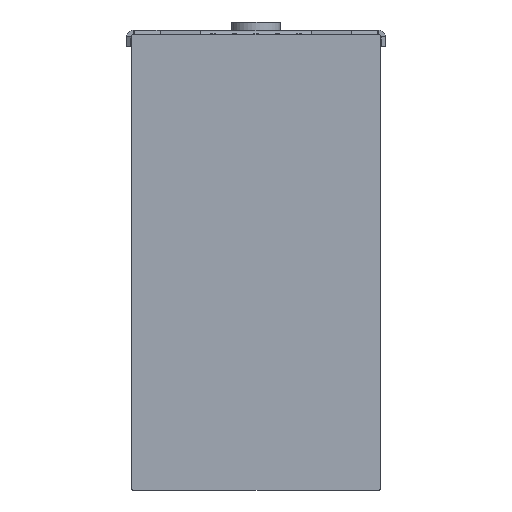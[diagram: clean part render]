
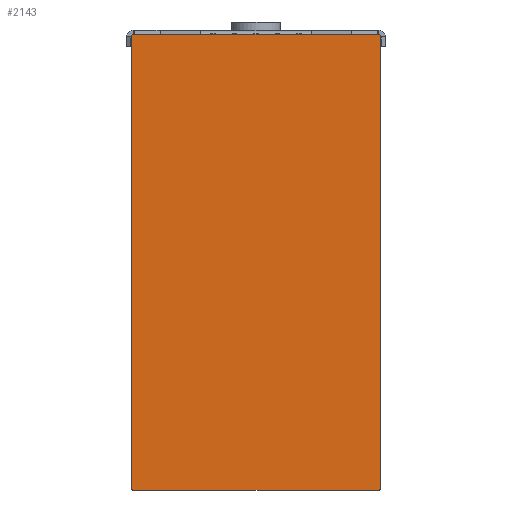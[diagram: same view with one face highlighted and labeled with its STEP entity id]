
A CAD part, left-side view. The second image highlights one B-rep face of the part: STEP entity #2143.
In plain terms, the highlighted planar face has unit normal (-1, 0, 0).
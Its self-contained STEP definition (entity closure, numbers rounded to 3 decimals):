
#1139=FACE_OUTER_BOUND('',#3842,.T.);
#2143=ADVANCED_FACE('',(#1139),#3152,.T.);
#3152=PLANE('',#19479);
#3842=EDGE_LOOP('',(#6170,#6171,#6172,#6173,#6174,#6175,#6176,#6177));
#4904=CIRCLE('',#19410,0.3);
#4905=CIRCLE('',#19413,0.3);
#4908=CIRCLE('',#19418,0.3);
#4930=CIRCLE('',#19475,0.3);
#6170=ORIENTED_EDGE('',*,*,#13439,.T.);
#6171=ORIENTED_EDGE('',*,*,#13330,.T.);
#6172=ORIENTED_EDGE('',*,*,#13333,.T.);
#6173=ORIENTED_EDGE('',*,*,#13335,.T.);
#6174=ORIENTED_EDGE('',*,*,#13337,.T.);
#6175=ORIENTED_EDGE('',*,*,#13339,.T.);
#6176=ORIENTED_EDGE('',*,*,#13343,.T.);
#6177=ORIENTED_EDGE('',*,*,#13294,.T.);
#11476=VERTEX_POINT('',#27216);
#11477=VERTEX_POINT('',#27218);
#11504=VERTEX_POINT('',#27286);
#11505=VERTEX_POINT('',#27288);
#11506=VERTEX_POINT('',#27292);
#11507=VERTEX_POINT('',#27296);
#11508=VERTEX_POINT('',#27300);
#11509=VERTEX_POINT('',#27304);
#13294=EDGE_CURVE('',#11477,#11476,#15962,.T.);
#13330=EDGE_CURVE('',#11505,#11504,#15995,.T.);
#13333=EDGE_CURVE('',#11504,#11506,#4904,.T.);
#13335=EDGE_CURVE('',#11506,#11507,#15999,.T.);
#13337=EDGE_CURVE('',#11507,#11508,#4905,.T.);
#13339=EDGE_CURVE('',#11508,#11509,#16002,.T.);
#13343=EDGE_CURVE('',#11509,#11477,#4908,.T.);
#13439=EDGE_CURVE('',#11476,#11505,#4930,.T.);
#15962=LINE('',#27217,#17723);
#15995=LINE('',#27287,#17756);
#15999=LINE('',#27297,#17760);
#16002=LINE('',#27305,#17763);
#17723=VECTOR('',#21558,1.);
#17756=VECTOR('',#21609,1.);
#17760=VECTOR('',#21619,1.);
#17763=VECTOR('',#21628,1.);
#19410=AXIS2_PLACEMENT_3D('',#27293,#21614,#21615);
#19413=AXIS2_PLACEMENT_3D('',#27301,#21623,#21624);
#19418=AXIS2_PLACEMENT_3D('',#27312,#21636,#21637);
#19475=AXIS2_PLACEMENT_3D('',#27493,#21824,#21825);
#19479=AXIS2_PLACEMENT_3D('',#27497,#21832,#21833);
#21558=DIRECTION('',(0.,1.,0.));
#21609=DIRECTION('',(0.,0.,-1.));
#21614=DIRECTION('',(-1.,0.,0.));
#21615=DIRECTION('',(0.,0.,-1.));
#21619=DIRECTION('',(0.,-1.,0.));
#21623=DIRECTION('',(-1.,0.,0.));
#21624=DIRECTION('',(0.,0.,1.));
#21628=DIRECTION('',(0.,0.,1.));
#21636=DIRECTION('',(-1.,0.,0.));
#21637=DIRECTION('',(0.,0.,-1.));
#21824=DIRECTION('',(-1.,0.,0.));
#21825=DIRECTION('',(0.,0.,-1.));
#21832=DIRECTION('',(-1.,0.,0.));
#21833=DIRECTION('',(0.,0.,1.));
#27216=CARTESIAN_POINT('',(-427.,29.7,0.034));
#27217=CARTESIAN_POINT('',(-427.,-29.7,0.034));
#27218=CARTESIAN_POINT('',(-427.,-29.7,0.034));
#27286=CARTESIAN_POINT('',(-427.,30.,-109.666));
#27287=CARTESIAN_POINT('',(-427.,30.,-0.266));
#27288=CARTESIAN_POINT('',(-427.,30.,-0.266));
#27292=CARTESIAN_POINT('',(-427.,29.7,-109.966));
#27293=CARTESIAN_POINT('',(-427.,29.7,-109.666));
#27296=CARTESIAN_POINT('',(-427.,-29.7,-109.966));
#27297=CARTESIAN_POINT('',(-427.,29.7,-109.966));
#27300=CARTESIAN_POINT('',(-427.,-30.,-109.666));
#27301=CARTESIAN_POINT('',(-427.,-29.7,-109.666));
#27304=CARTESIAN_POINT('',(-427.,-30.,-0.266));
#27305=CARTESIAN_POINT('',(-427.,-30.,-0.266));
#27312=CARTESIAN_POINT('',(-427.,-29.7,-0.266));
#27493=CARTESIAN_POINT('',(-427.,29.7,-0.266));
#27497=CARTESIAN_POINT('',(-427.,29.7,-0.266));
